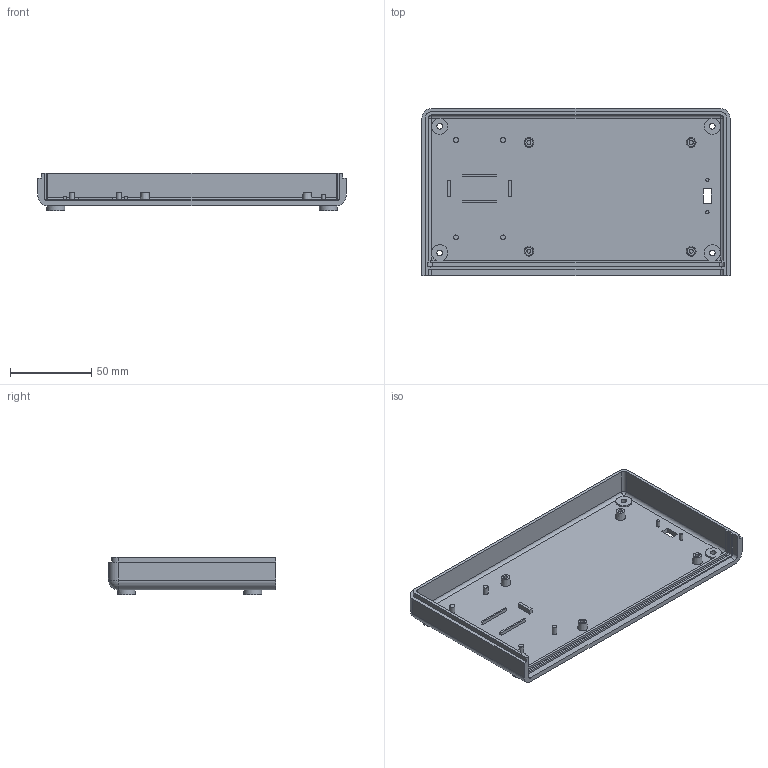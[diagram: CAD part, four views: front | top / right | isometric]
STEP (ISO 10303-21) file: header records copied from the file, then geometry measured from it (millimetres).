
FILE_DESCRIPTION(('FreeCAD Model'),'2;1');
FILE_NAME('Open CASCADE Shape Model','2024-07-10T16:16:40',('Author'),( ''),'Open CASCADE STEP processor 7.6','FreeCAD','Unknown');
FILE_SCHEMA(('AUTOMOTIVE_DESIGN { 1 0 10303 214 1 1 1 1 }'));
Length unit declared in the file: millimetre
Products named in the file (1): Bottom
Bounding box: 190 x 103 x 23 mm (x, y, z)
Volume: 81603.7 mm3; surface area: 55685.8 mm2
Topology: 1 solids, 1 shells, 146 faces, 342 edges, 216 vertices
Faces by surface type: plane 92, cylinder 46, sphere 4, cone 4
Full cylindrical faces by diameter (mm): 2 x2, 2.5 x4, 3 x4, 3.5 x4, 6 x3, 8 x1, 10 x2, 11 x4
Entity records: 4176 total; most frequent: DIRECTION 748, CARTESIAN_POINT 705, ORIENTED_EDGE 676, EDGE_CURVE 338, AXIS2_PLACEMENT_3D 267, VERTEX_POINT 216, LINE 214, VECTOR 214
